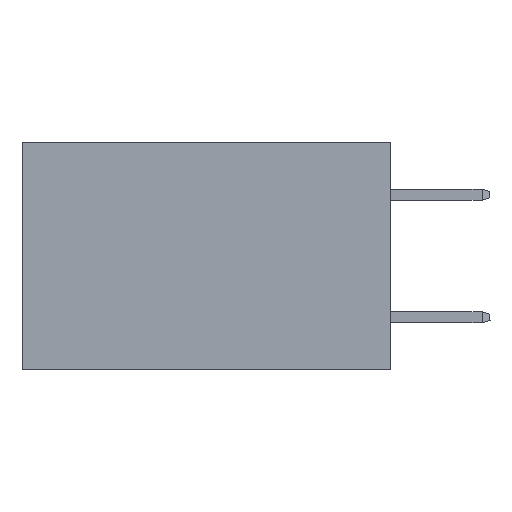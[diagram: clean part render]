
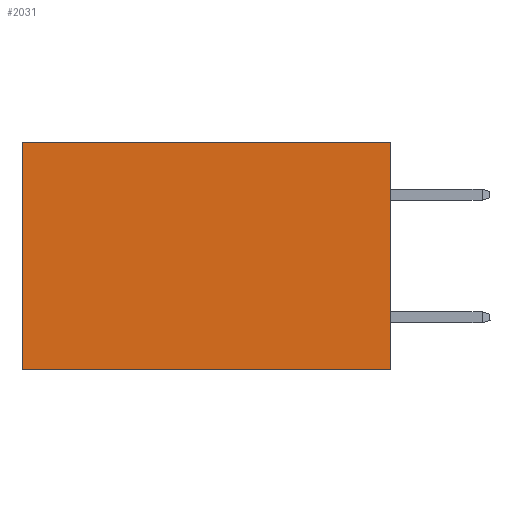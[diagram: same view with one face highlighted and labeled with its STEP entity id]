
A CAD part, left-side view. The second image highlights one B-rep face of the part: STEP entity #2031.
In plain terms, the highlighted planar face has unit normal (-1, 0, 0).
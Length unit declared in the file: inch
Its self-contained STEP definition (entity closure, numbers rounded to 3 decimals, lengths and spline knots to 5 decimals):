
#422 = AXIS2_PLACEMENT_3D ( 'NONE', #20743, #4597, #4817 ) ;
#705 = DIRECTION ( 'NONE',  ( 0., 1., 0. ) ) ;
#708 = VERTEX_POINT ( 'NONE', #1630 ) ;
#1407 = CARTESIAN_POINT ( 'NONE',  ( 0.2875, 0., -0.37 ) ) ;
#1630 = CARTESIAN_POINT ( 'NONE',  ( 0.2875, 0.6, -0.37 ) ) ;
#1682 = CARTESIAN_POINT ( 'NONE',  ( 0.2875, 0.6, 0. ) ) ;
#2031 = ADVANCED_FACE ( 'NONE', ( #13510 ), #15786, .F. ) ;
#2231 = VECTOR ( 'NONE', #6409, 39.37008 ) ;
#2301 = EDGE_CURVE ( 'NONE', #3904, #708, #13247, .T. ) ;
#2636 = DIRECTION ( 'NONE',  ( 0., 0., -1. ) ) ;
#3304 = ORIENTED_EDGE ( 'NONE', *, *, #5814, .F. ) ;
#3904 = VERTEX_POINT ( 'NONE', #9236 ) ;
#4516 = DIRECTION ( 'NONE',  ( 0., 1., 0. ) ) ;
#4597 = DIRECTION ( 'NONE',  ( 1., 0., 0. ) ) ;
#4817 = DIRECTION ( 'NONE',  ( 0., 0., -1. ) ) ;
#5153 = EDGE_CURVE ( 'NONE', #6270, #3904, #11601, .T. ) ;
#5814 = EDGE_CURVE ( 'NONE', #11687, #708, #11828, .T. ) ;
#6270 = VERTEX_POINT ( 'NONE', #13858 ) ;
#6409 = DIRECTION ( 'NONE',  ( 0., 0., -1. ) ) ;
#7476 = EDGE_LOOP ( 'NONE', ( #15483, #3304, #20685, #8399 ) ) ;
#8399 = ORIENTED_EDGE ( 'NONE', *, *, #5153, .T. ) ;
#9236 = CARTESIAN_POINT ( 'NONE',  ( 0.2875, 0.6, 0. ) ) ;
#11513 = LINE ( 'NONE', #21289, #2231 ) ;
#11601 = LINE ( 'NONE', #20601, #20429 ) ;
#11638 = EDGE_CURVE ( 'NONE', #6270, #11687, #11513, .T. ) ;
#11687 = VERTEX_POINT ( 'NONE', #1407 ) ;
#11828 = LINE ( 'NONE', #12654, #15168 ) ;
#12654 = CARTESIAN_POINT ( 'NONE',  ( 0.2875, 0., -0.37 ) ) ;
#13247 = LINE ( 'NONE', #1682, #17602 ) ;
#13510 = FACE_OUTER_BOUND ( 'NONE', #7476, .T. ) ;
#13858 = CARTESIAN_POINT ( 'NONE',  ( 0.2875, 0., 0. ) ) ;
#15168 = VECTOR ( 'NONE', #4516, 39.37008 ) ;
#15483 = ORIENTED_EDGE ( 'NONE', *, *, #2301, .T. ) ;
#15786 = PLANE ( 'NONE',  #422 ) ;
#17602 = VECTOR ( 'NONE', #2636, 39.37008 ) ;
#20429 = VECTOR ( 'NONE', #705, 39.37008 ) ;
#20601 = CARTESIAN_POINT ( 'NONE',  ( 0.2875, 0., 0. ) ) ;
#20685 = ORIENTED_EDGE ( 'NONE', *, *, #11638, .F. ) ;
#20743 = CARTESIAN_POINT ( 'NONE',  ( 0.2875, 0., 0. ) ) ;
#21289 = CARTESIAN_POINT ( 'NONE',  ( 0.2875, 0., 0. ) ) ;
